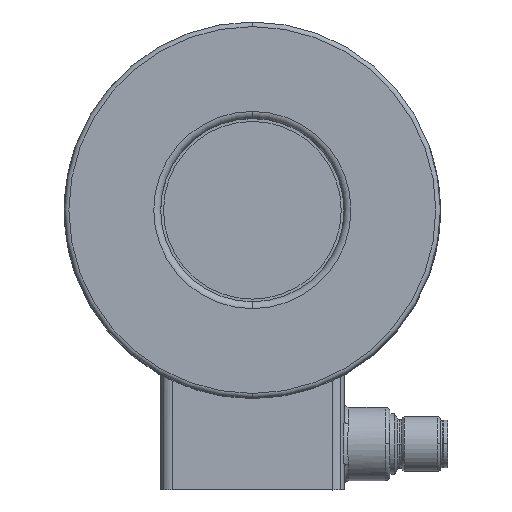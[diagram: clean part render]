
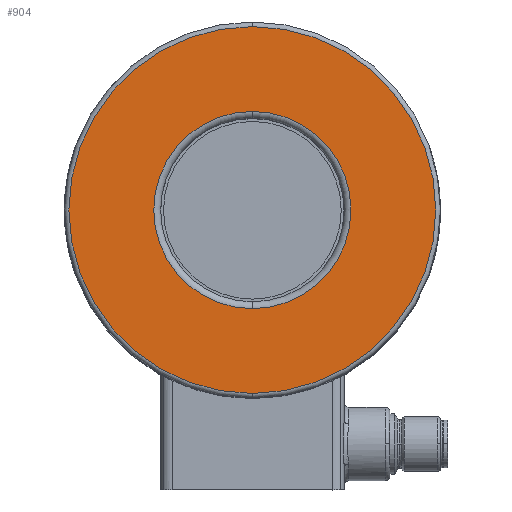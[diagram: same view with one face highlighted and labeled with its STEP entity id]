
A CAD part, top view. The second image highlights one B-rep face of the part: STEP entity #904.
In plain terms, the highlighted planar face has unit normal (0, 0, 1).
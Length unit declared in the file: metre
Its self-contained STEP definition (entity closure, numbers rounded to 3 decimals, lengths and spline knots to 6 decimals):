
#904=ADVANCED_FACE('1:5732',(#1864,#1865),#1866,.T.);
#1864=FACE_OUTER_BOUND('',#2997,.T.);
#1865=FACE_BOUND('',#2998,.T.);
#1866=PLANE('',#2999);
#2997=EDGE_LOOP('',(#5842,#5843));
#2998=EDGE_LOOP('',(#5844,#5845));
#2999=AXIS2_PLACEMENT_3D('',#5846,#5847,#5848);
#5842=ORIENTED_EDGE('',*,*,#6708,.F.);
#5843=ORIENTED_EDGE('',*,*,#7019,.F.);
#5844=ORIENTED_EDGE('',*,*,#7119,.F.);
#5845=ORIENTED_EDGE('',*,*,#7071,.F.);
#5846=CARTESIAN_POINT('',(-0.001,-0.001,0.125));
#5847=DIRECTION('',(0.,0.,1.0));
#5848=DIRECTION('',(1.0,0.,0.));
#6708=EDGE_CURVE('1:6569',#8198,#8196,#8200,.T.);
#7019=EDGE_CURVE('',#8196,#8198,#8614,.T.);
#7071=EDGE_CURVE('',#8674,#8676,#8677,.T.);
#7119=EDGE_CURVE('1:6620',#8676,#8674,#8727,.T.);
#8196=VERTEX_POINT('',#11016);
#8198=VERTEX_POINT('',#11018);
#8200=CIRCLE('',#11020,0.04);
#8614=CIRCLE('',#11978,0.04);
#8674=VERTEX_POINT('',#12129);
#8676=VERTEX_POINT('',#12131);
#8677=CIRCLE('',#12132,0.0215);
#8727=CIRCLE('',#12216,0.0215);
#11016=CARTESIAN_POINT('',(-0.001,0.039,0.125));
#11018=CARTESIAN_POINT('',(-0.001,-0.041,0.125));
#11020=AXIS2_PLACEMENT_3D('',#12972,#12973,#12974);
#11978=AXIS2_PLACEMENT_3D('',#13254,#13255,#13256);
#12129=CARTESIAN_POINT('',(-0.001,0.0205,0.125));
#12131=CARTESIAN_POINT('',(-0.001,-0.0225,0.125));
#12132=AXIS2_PLACEMENT_3D('',#13304,#13305,#13306);
#12216=AXIS2_PLACEMENT_3D('',#13334,#13335,#13336);
#12972=CARTESIAN_POINT('',(-0.001,-0.001,0.125));
#12973=DIRECTION('',(0.,0.,-1.0));
#12974=DIRECTION('',(-1.0,0.,0.));
#13254=CARTESIAN_POINT('',(-0.001,-0.001,0.125));
#13255=DIRECTION('',(0.,0.,-1.0));
#13256=DIRECTION('',(-1.0,0.,0.));
#13304=CARTESIAN_POINT('',(-0.001,-0.001,0.125));
#13305=DIRECTION('',(0.,0.,1.0));
#13306=DIRECTION('',(1.0,0.,0.));
#13334=CARTESIAN_POINT('',(-0.001,-0.001,0.125));
#13335=DIRECTION('',(0.,0.,1.0));
#13336=DIRECTION('',(1.0,0.,0.));
